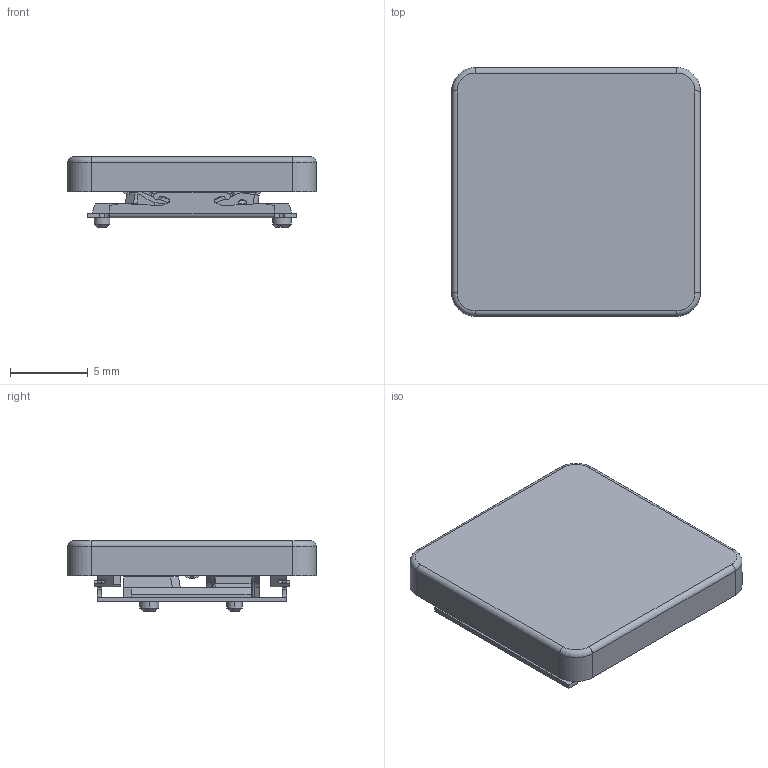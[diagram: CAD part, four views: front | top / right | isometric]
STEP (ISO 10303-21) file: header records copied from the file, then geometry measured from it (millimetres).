
FILE_DESCRIPTION(('FreeCAD Model'),'2;1');
FILE_NAME('Open CASCADE Shape Model','2025-06-16T20:18:18',(''),(''), 'Open CASCADE STEP processor 7.8','FreeCAD','Unknown');
FILE_SCHEMA(('AUTOMOTIVE_DESIGN { 1 0 10303 214 1 1 1 1 }'));
Length unit declared in the file: millimetre
Products named in the file (11): Assembly; PG1316S; base; insolator; lever; left-wing; spring; right-pin; left-pin; right-wing; Body
Assembly tree (10 placements, depth 3):
  Assembly
    PG1316S
      base
      insolator
      lever
      left-wing
      spring
      right-pin
      left-pin
      right-wing
    Body
Bounding box: 16 x 16 x 4.53 mm (x, y, z)
Volume: 334.3 mm3; surface area: 1577.5 mm2
Topology: 9 solids, 11 shells, 731 faces, 2065 edges, 1358 vertices
Faces by surface type: plane 459, cylinder 260, cone 8, torus 4
Entity records: 24023 total; most frequent: CARTESIAN_POINT 4503, ORIENTED_EDGE 4130, DIRECTION 3959, EDGE_CURVE 2065, LINE 1495, VECTOR 1495, VERTEX_POINT 1358, AXIS2_PLACEMENT_3D 1232
